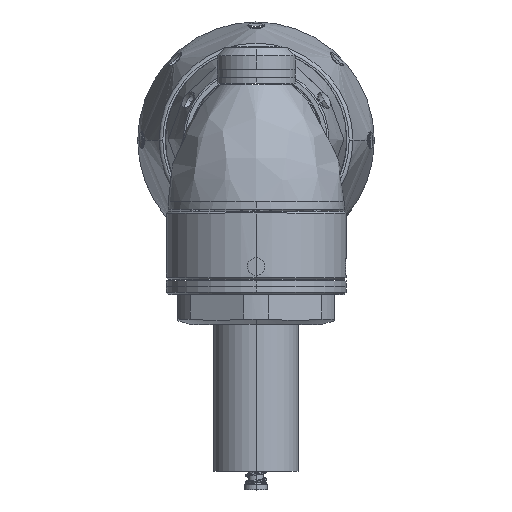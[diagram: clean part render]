
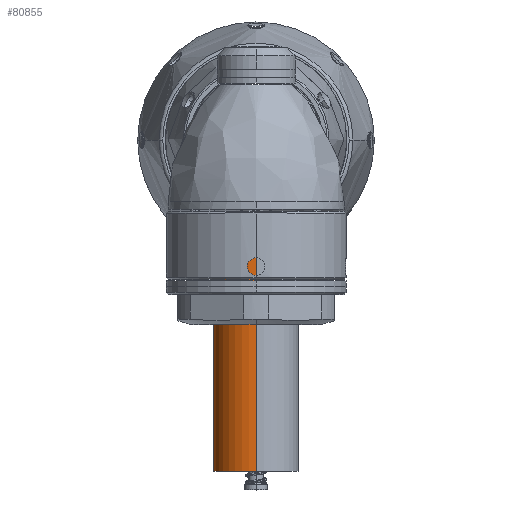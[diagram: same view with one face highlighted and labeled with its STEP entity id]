
A CAD part, top view. The second image highlights one B-rep face of the part: STEP entity #80855.
In plain terms, the highlighted cylindrical face has radius 10.9 mm (diameter 21.8 mm), a partial arc.
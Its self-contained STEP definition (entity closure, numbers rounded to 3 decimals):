
#80682=CARTESIAN_POINT('',(0.025,-84.958,
524.32));
#80683=DIRECTION('',(0.,-1.,0.));
#80684=DIRECTION('',(0.,0.,1.));
#80685=AXIS2_PLACEMENT_3D('',#80682,#80683,#80684);
#80687=CARTESIAN_POINT('',(0.025,-20.458,
524.305));
#80688=DIRECTION('',(0.,1.,0.));
#80689=DIRECTION('',(0.,0.,-1.));
#80690=AXIS2_PLACEMENT_3D('',#80687,#80688,#80689);
#80727=DIRECTION('',(0.,1.,0.));
#80728=VECTOR('',#80727,64.5);
#80729=CARTESIAN_POINT('',(0.027,-84.956,
535.22));
#80730=LINE('',#80729,#80728);
#80736=DIRECTION('',(0.,1.,0.));
#80737=VECTOR('',#80736,64.5);
#80738=CARTESIAN_POINT('',(0.024,-84.961,
513.42));
#80739=LINE('',#80738,#80737);
#80804=CARTESIAN_POINT('',(0.027,-84.956,
535.22));
#80805=CARTESIAN_POINT('',(0.027,-20.456,
535.205));
#80806=VERTEX_POINT('',#80804);
#80807=VERTEX_POINT('',#80805);
#80812=CARTESIAN_POINT('',(0.024,-84.961,
513.42));
#80813=CARTESIAN_POINT('',(0.024,-20.461,
513.405));
#80814=VERTEX_POINT('',#80812);
#80815=VERTEX_POINT('',#80813);
#80840=CARTESIAN_POINT('',(0.025,-11.983,
524.303));
#80841=DIRECTION('',(0.,-1.,0.));
#80842=DIRECTION('',(0.,0.,-1.));
#80843=AXIS2_PLACEMENT_3D('',#80840,#80841,#80842);
#80844=CYLINDRICAL_SURFACE('',#80843,10.9);
#80846=ORIENTED_EDGE('',*,*,#80845,.F.);
#80848=ORIENTED_EDGE('',*,*,#80847,.T.);
#80850=ORIENTED_EDGE('',*,*,#80849,.T.);
#80852=ORIENTED_EDGE('',*,*,#80851,.T.);
#80853=EDGE_LOOP('',(#80846,#80848,#80850,#80852));
#80854=FACE_OUTER_BOUND('',#80853,.F.);
#80855=ADVANCED_FACE('',(#80854),#80844,.T.);
#80686=CIRCLE('',#80685,10.9);
#80691=CIRCLE('',#80690,10.9);
#80845=EDGE_CURVE('',#80806,#80807,#80730,.T.);
#80847=EDGE_CURVE('',#80806,#80814,#80686,.T.);
#80849=EDGE_CURVE('',#80814,#80815,#80739,.T.);
#80851=EDGE_CURVE('',#80815,#80807,#80691,.T.);
